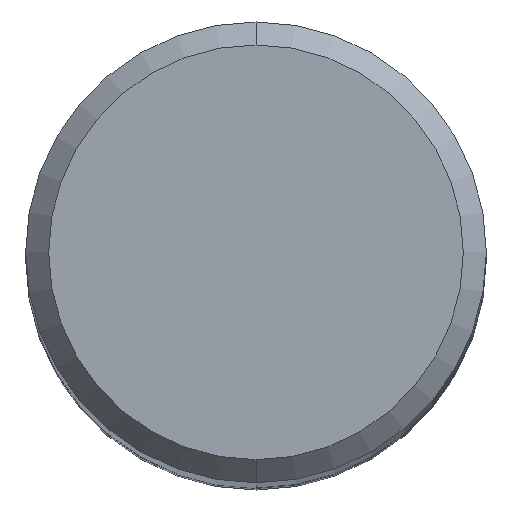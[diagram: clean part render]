
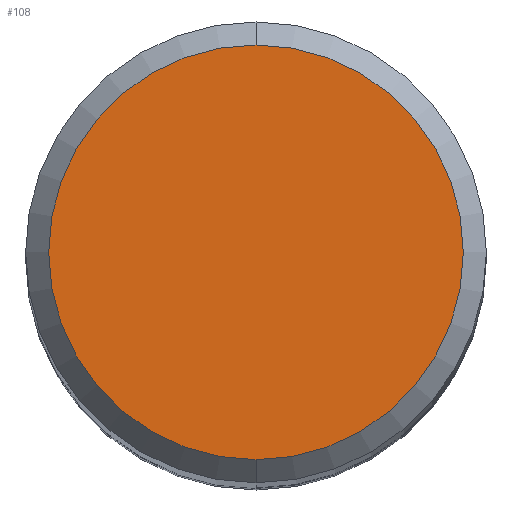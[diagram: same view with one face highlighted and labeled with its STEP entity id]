
A CAD part, top view. The second image highlights one B-rep face of the part: STEP entity #108.
In plain terms, the highlighted planar face has unit normal (0, 0, 1).
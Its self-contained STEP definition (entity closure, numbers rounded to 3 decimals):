
#98=VERTEX_POINT('',#235);
#108=ADVANCED_FACE('',(#246),#247,.T.);
#184=EDGE_CURVE('',#98,#202,#335,.T.);
#202=VERTEX_POINT('',#354);
#204=EDGE_CURVE('',#202,#98,#356,.T.);
#235=CARTESIAN_POINT('',(0.,-5.4,0.01));
#246=FACE_OUTER_BOUND('',#395,.T.);
#247=PLANE('',#396);
#335=CIRCLE('',#504,5.4);
#354=CARTESIAN_POINT('',(0.0,5.4,0.01));
#356=CIRCLE('',#532,5.4);
#395=EDGE_LOOP('',(#555,#556));
#396=AXIS2_PLACEMENT_3D('',#557,#558,#559);
#504=AXIS2_PLACEMENT_3D('',#683,#684,#685);
#532=AXIS2_PLACEMENT_3D('',#702,#703,#704);
#555=ORIENTED_EDGE('',*,*,#204,.F.);
#556=ORIENTED_EDGE('',*,*,#184,.F.);
#557=CARTESIAN_POINT('',(0.0,2.7,0.01));
#558=DIRECTION('',(-0.0,0.0,1.0));
#559=DIRECTION('',(0.0,-1.0,0.0));
#683=CARTESIAN_POINT('',(0.0,0.0,0.01));
#684=DIRECTION('',(0.0,0.0,-1.0));
#685=DIRECTION('',(0.0,1.0,0.0));
#702=CARTESIAN_POINT('',(0.0,0.0,0.01));
#703=DIRECTION('',(0.0,0.0,-1.0));
#704=DIRECTION('',(0.0,1.0,0.0));
